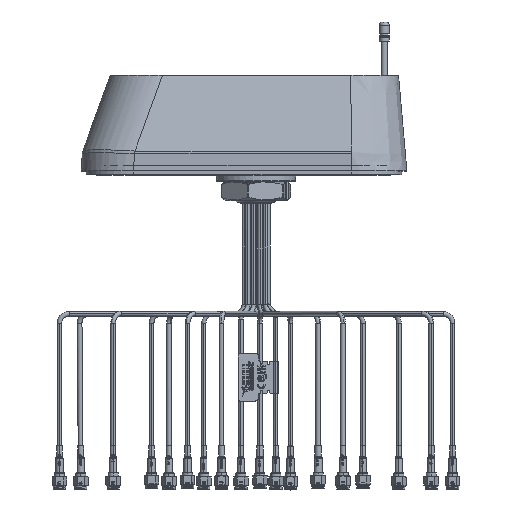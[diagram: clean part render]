
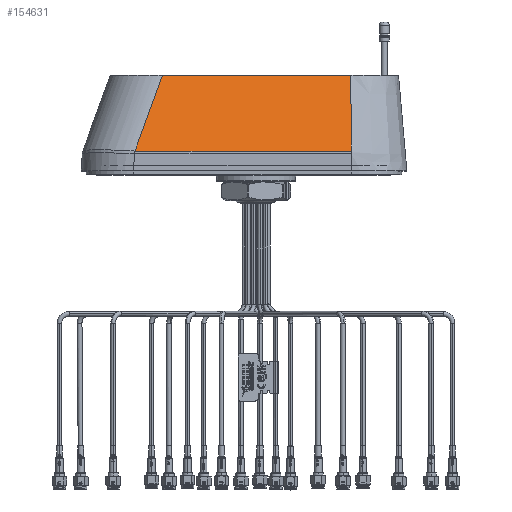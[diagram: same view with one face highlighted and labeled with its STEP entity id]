
A CAD part, top view. The second image highlights one B-rep face of the part: STEP entity #154631.
In plain terms, the highlighted planar face has unit normal (0, 0.342, 0.94).
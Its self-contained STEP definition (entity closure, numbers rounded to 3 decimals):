
#2358 = EDGE_CURVE ( 'NONE', #86444, #139332, #37248, .T. ) ;
#12057 = B_SPLINE_CURVE_WITH_KNOTS ( 'NONE', 3,
 ( #66924, #142847, #127737, #20566 ),
 .UNSPECIFIED., .F., .F.,
 ( 4, 4 ),
 ( 0., 1. ),
 .UNSPECIFIED. ) ;
#20566 = CARTESIAN_POINT ( 'NONE',  ( 100.751, 59.8, 124.041 ) ) ;
#37248 = LINE ( 'NONE', #122047, #125508 ) ;
#43671 = DIRECTION ( 'NONE',  ( 1., 0., 0. ) ) ;
#43935 = LINE ( 'NONE', #69543, #51922 ) ;
#46012 = VECTOR ( 'NONE', #43671, 1000. ) ;
#49255 = DIRECTION ( 'NONE',  ( -0.324, -0.889, 0.324 ) ) ;
#51922 = VECTOR ( 'NONE', #130336, 1000. ) ;
#57235 = CARTESIAN_POINT ( 'NONE',  ( 100.949, 12.184, 141.372 ) ) ;
#66528 = CARTESIAN_POINT ( 'NONE',  ( -35.243, 12.184, 141.372 ) ) ;
#66924 = CARTESIAN_POINT ( 'NONE',  ( 100.949, 12.184, 141.372 ) ) ;
#69046 = ORIENTED_EDGE ( 'NONE', *, *, #125195, .F. ) ;
#69543 = CARTESIAN_POINT ( 'NONE',  ( -69., 59.8, 124.041 ) ) ;
#70048 = CARTESIAN_POINT ( 'NONE',  ( -69., 12.184, 141.372 ) ) ;
#72842 = CARTESIAN_POINT ( 'NONE',  ( -17.912, 59.8, 124.041 ) ) ;
#79019 = VERTEX_POINT ( 'NONE', #57235 ) ;
#86444 = VERTEX_POINT ( 'NONE', #72842 ) ;
#94826 = PLANE ( 'NONE',  #129772 ) ;
#101750 = ORIENTED_EDGE ( 'NONE', *, *, #137699, .T. ) ;
#104497 = LINE ( 'NONE', #70048, #46012 ) ;
#104505 = CARTESIAN_POINT ( 'NONE',  ( -69., 9.8, 142.24 ) ) ;
#108461 = CARTESIAN_POINT ( 'NONE',  ( 100.751, 59.8, 124.041 ) ) ;
#118123 = DIRECTION ( 'NONE',  ( 0., 0.342, 0.94 ) ) ;
#122047 = CARTESIAN_POINT ( 'NONE',  ( -39.555, 0.337, 145.684 ) ) ;
#125195 = EDGE_CURVE ( 'NONE', #86444, #130378, #43935, .T. ) ;
#125508 = VECTOR ( 'NONE', #49255, 1000. ) ;
#125914 = ORIENTED_EDGE ( 'NONE', *, *, #141580, .T. ) ;
#127737 = CARTESIAN_POINT ( 'NONE',  ( 100.817, 43.928, 129.818 ) ) ;
#129772 = AXIS2_PLACEMENT_3D ( 'NONE', #104505, #118123, #155645 ) ;
#130336 = DIRECTION ( 'NONE',  ( 1., 0., 0. ) ) ;
#130378 = VERTEX_POINT ( 'NONE', #108461 ) ;
#130454 = EDGE_LOOP ( 'NONE', ( #125914, #69046, #148874, #101750 ) ) ;
#137699 = EDGE_CURVE ( 'NONE', #139332, #79019, #104497, .T. ) ;
#139332 = VERTEX_POINT ( 'NONE', #66528 ) ;
#140504 = FACE_OUTER_BOUND ( 'NONE', #130454, .T. ) ;
#141580 = EDGE_CURVE ( 'NONE', #79019, #130378, #12057, .T. ) ;
#142847 = CARTESIAN_POINT ( 'NONE',  ( 100.883, 28.056, 135.595 ) ) ;
#148874 = ORIENTED_EDGE ( 'NONE', *, *, #2358, .T. ) ;
#154631 = ADVANCED_FACE ( 'NONE', ( #140504 ), #94826, .T. ) ;
#155645 = DIRECTION ( 'NONE',  ( 0., -0.94, 0.342 ) ) ;
